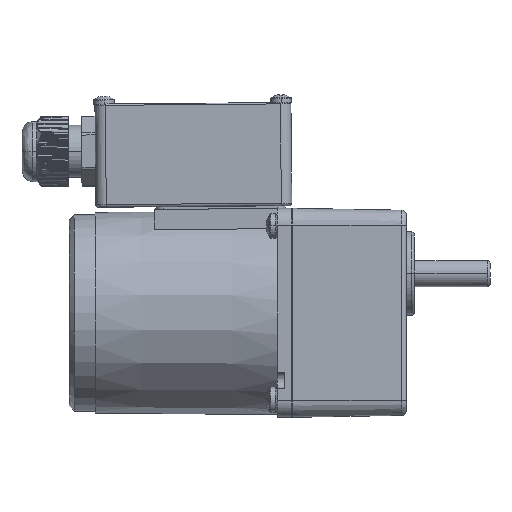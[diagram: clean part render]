
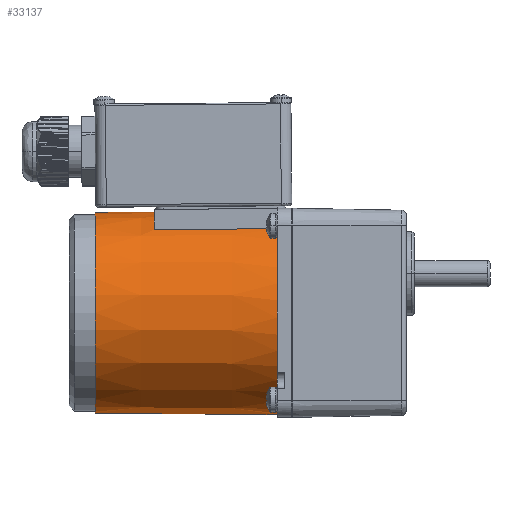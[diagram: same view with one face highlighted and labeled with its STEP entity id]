
A CAD part, left-side view. The second image highlights one B-rep face of the part: STEP entity #33137.
In plain terms, the highlighted conical face has half-angle 0.47 degrees and reference radius 38.947 mm.
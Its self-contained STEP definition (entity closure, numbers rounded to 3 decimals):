
#10976 = FACE_OUTER_BOUND ( 'NONE', #33138, .T. ) ;
#10977 = DIRECTION ( 'NONE',  ( 0., 0., -1. ) ) ;
#10978 = DIRECTION ( 'NONE',  ( 0., -1., 0. ) ) ;
#10979 = CARTESIAN_POINT ( 'NONE',  ( 0., 69.5, 0. ) ) ;
#10980 = AXIS2_PLACEMENT_3D ( 'NONE', #10979, #10978, #10977 ) ;
#10981 = CIRCLE ( 'NONE', #10980, 38.377 ) ;
#11067 = CARTESIAN_POINT ( 'NONE',  ( -21.59, 47., 31.951 ) ) ;
#11068 = CARTESIAN_POINT ( 'NONE',  ( -21.726, 31.379, 32.013 ) ) ;
#11069 = CARTESIAN_POINT ( 'NONE',  ( -21.863, 15.712, 32.076 ) ) ;
#11070 = CARTESIAN_POINT ( 'NONE',  ( -22., 0., 32.138 ) ) ;
#11071 =( BOUNDED_CURVE ( )  B_SPLINE_CURVE ( 3, ( #11070, #11069, #11068, #11067 ),
 .UNSPECIFIED., .F., .T. ) 
 B_SPLINE_CURVE_WITH_KNOTS ( ( 4, 4 ),
 ( 2.498, 2.502 ),
 .UNSPECIFIED. ) 
 CURVE ( )  GEOMETRIC_REPRESENTATION_ITEM ( )  RATIONAL_B_SPLINE_CURVE ( ( 1., 1., 1., 1. ) ) 
 REPRESENTATION_ITEM ( '' )  );
#11072 = CARTESIAN_POINT ( 'NONE',  ( -21.59, 47., 31.951 ) ) ;
#11073 = CARTESIAN_POINT ( 'NONE',  ( -22., 0., 32.138 ) ) ;
#11112 = DIRECTION ( 'NONE',  ( 0., 0., -1. ) ) ;
#11113 = DIRECTION ( 'NONE',  ( 0., 1., 0. ) ) ;
#11114 = CARTESIAN_POINT ( 'NONE',  ( 0., 0., 0. ) ) ;
#11115 = AXIS2_PLACEMENT_3D ( 'NONE', #11114, #11113, #11112 ) ;
#11116 = CIRCLE ( 'NONE', #11115, 38.947 ) ;
#11146 = DIRECTION ( 'NONE',  ( 0., 0., -1. ) ) ;
#11147 = DIRECTION ( 'NONE',  ( 0., 1., 0. ) ) ;
#11148 = AXIS2_PLACEMENT_3D ( 'NONE', #11153, #11147, #11146 ) ;
#11149 = CIRCLE ( 'NONE', #11148, 38.561 ) ;
#11153 = CARTESIAN_POINT ( 'NONE',  ( 0., 47., 0. ) ) ;
#11219 = DIRECTION ( 'NONE',  ( 0., 0., -1. ) ) ;
#11220 = DIRECTION ( 'NONE',  ( 0., -1., 0. ) ) ;
#11221 = CARTESIAN_POINT ( 'NONE',  ( 0., 0., 0. ) ) ;
#11222 = AXIS2_PLACEMENT_3D ( 'NONE', #11221, #11220, #11219 ) ;
#11223 = CONICAL_SURFACE ( 'NONE', #11222, 38.947, 0.008 ) ;
#12937 = CARTESIAN_POINT ( 'NONE',  ( 0., 69.5, 38.377 ) ) ;
#12938 = CARTESIAN_POINT ( 'NONE',  ( 0., 69.5, -38.377 ) ) ;
#13276 = CARTESIAN_POINT ( 'NONE',  ( 0., 47., 38.561 ) ) ;
#13277 = DIRECTION ( 'NONE',  ( 0., -1., 0.008 ) ) ;
#13278 = VECTOR ( 'NONE', #13277, 1000. ) ;
#13279 = CARTESIAN_POINT ( 'NONE',  ( 0., 0., 38.947 ) ) ;
#13280 = LINE ( 'NONE', #13279, #13278 ) ;
#13306 = DIRECTION ( 'NONE',  ( 0., -1., -0.008 ) ) ;
#13307 = VECTOR ( 'NONE', #13306, 1000. ) ;
#13308 = CARTESIAN_POINT ( 'NONE',  ( 0., 0., -38.947 ) ) ;
#13309 = LINE ( 'NONE', #13308, #13307 ) ;
#13310 = CARTESIAN_POINT ( 'NONE',  ( 0., 0., -38.947 ) ) ;
#33041 = EDGE_CURVE ( 'NONE', #33042, #33043, #11071, .T. ) ;
#33042 = VERTEX_POINT ( 'NONE', #11073 ) ;
#33043 = VERTEX_POINT ( 'NONE', #11072 ) ;
#33088 = EDGE_CURVE ( 'NONE', #34218, #33042, #11116, .T. ) ;
#33107 = EDGE_CURVE ( 'NONE', #33043, #34209, #11149, .T. ) ;
#33136 = EDGE_CURVE ( 'NONE', #34085, #34084, #10981, .T. ) ;
#33137 = ADVANCED_FACE ( 'NONE', ( #10976 ), #11223, .T. ) ;
#33138 = EDGE_LOOP ( 'NONE', ( #33139, #33140, #33141, #33142, #33143, #33144 ) ) ;
#33139 = ORIENTED_EDGE ( 'NONE', *, *, #34208, .F. ) ;
#33140 = ORIENTED_EDGE ( 'NONE', *, *, #33136, .T. ) ;
#33141 = ORIENTED_EDGE ( 'NONE', *, *, #34220, .T. ) ;
#33142 = ORIENTED_EDGE ( 'NONE', *, *, #33088, .T. ) ;
#33143 = ORIENTED_EDGE ( 'NONE', *, *, #33041, .T. ) ;
#33144 = ORIENTED_EDGE ( 'NONE', *, *, #33107, .T. ) ;
#34084 = VERTEX_POINT ( 'NONE', #12938 ) ;
#34085 = VERTEX_POINT ( 'NONE', #12937 ) ;
#34208 = EDGE_CURVE ( 'NONE', #34085, #34209, #13280, .T. ) ;
#34209 = VERTEX_POINT ( 'NONE', #13276 ) ;
#34218 = VERTEX_POINT ( 'NONE', #13310 ) ;
#34220 = EDGE_CURVE ( 'NONE', #34084, #34218, #13309, .T. ) ;
